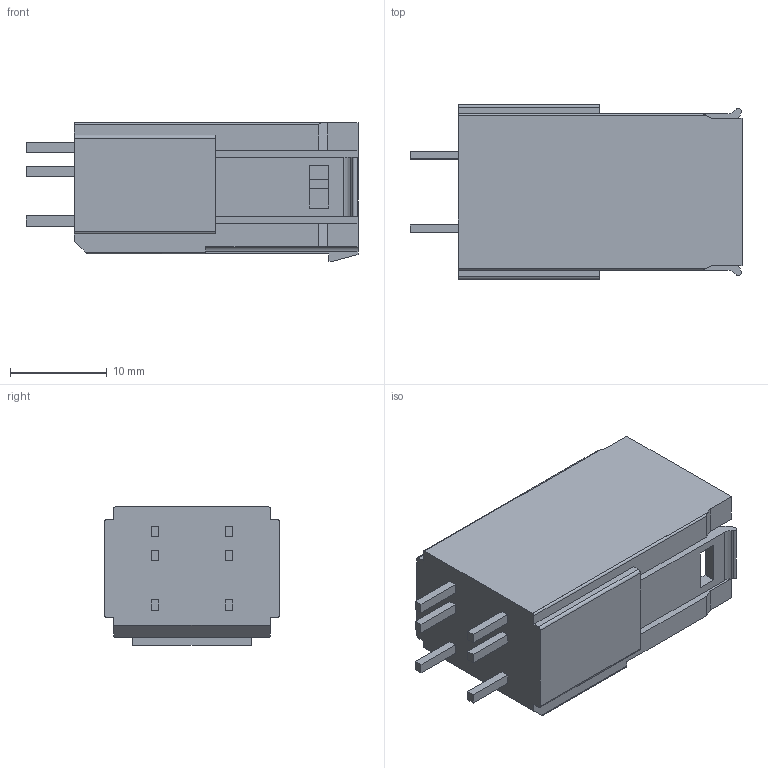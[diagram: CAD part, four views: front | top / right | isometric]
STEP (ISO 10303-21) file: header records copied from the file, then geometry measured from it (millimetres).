
FILE_DESCRIPTION((''),'2;1');
FILE_NAME('TLPHC-501V-02P','2024-09-12T10:52:07',('sheji'),(''),'CREO PARAMETRIC BY PTC INC, 2018100','CREO PARAMETRIC BY PTC INC, 2018100','');
FILE_SCHEMA(('CONFIG_CONTROL_DESIGN'));
Length unit declared in the file: millimetre
Products named in the file (1): TLPHC-501V-02P
Bounding box: 34.25 x 18.04 x 14.29 mm (x, y, z)
Volume: 4368.5 mm3; surface area: 3956.2 mm2
Topology: 1 solids, 1 shells, 213 faces, 603 edges, 402 vertices
Faces by surface type: plane 166, cylinder 47
Entity records: 6908 total; most frequent: CARTESIAN_POINT 1247, ORIENTED_EDGE 1206, DIRECTION 1111, EDGE_CURVE 603, VECTOR 509, LINE 509, VERTEX_POINT 402, AXIS2_PLACEMENT_3D 301
